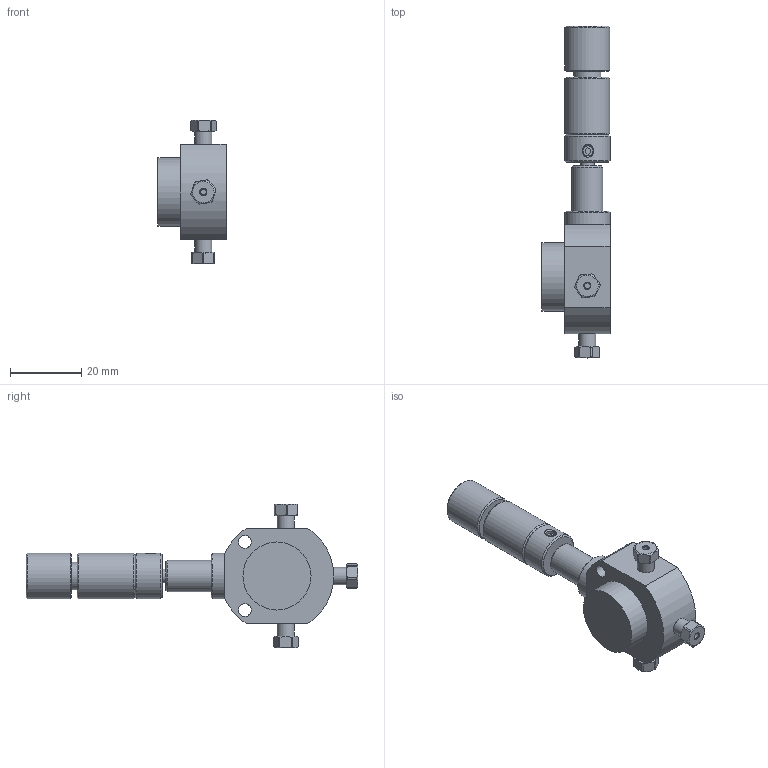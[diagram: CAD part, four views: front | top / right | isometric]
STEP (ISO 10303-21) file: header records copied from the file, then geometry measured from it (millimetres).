
FILE_DESCRIPTION((''),'2;1');
FILE_NAME('332385.stp','2014-10-15T11:38:52',('Franzp'),(''),'Autodesk Inventor 2013','Autodesk Inventor 2013','');
FILE_SCHEMA(('AUTOMOTIVE_DESIGN { 1 0 10303 214 1 1 1 1 }'));
Length unit declared in the file: millimetre
Products named in the file (1): 332385_Shrinkwrap_1
Bounding box: 19.05 x 92.87 x 40.25 mm (x, y, z)
Surface area: 6591 mm2 (no closed solid volume)
Topology: 0 solids, 14 shells, 99 faces, 254 edges, 171 vertices
Faces by surface type: plane 43, cylinder 38, cone 18
Full cylindrical faces by diameter (mm): 1.727 x3, 2.819 x1, 3.556 x2, 3.861 x1, 4.826 x3, 7.62 x1, 8.74 x1, 12.7 x4, 19.05 x1
Entity records: 3031 total; most frequent: CARTESIAN_POINT 641, DIRECTION 466, ORIENTED_EDGE 383, EDGE_CURVE 207, AXIS2_PLACEMENT_3D 200, VERTEX_POINT 159, EDGE_LOOP 153, CIRCLE 100
